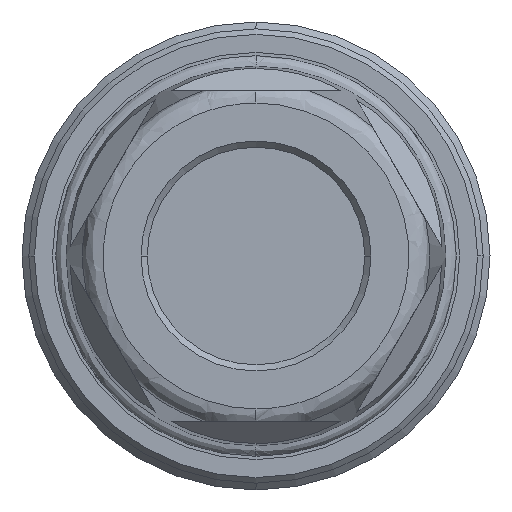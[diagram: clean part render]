
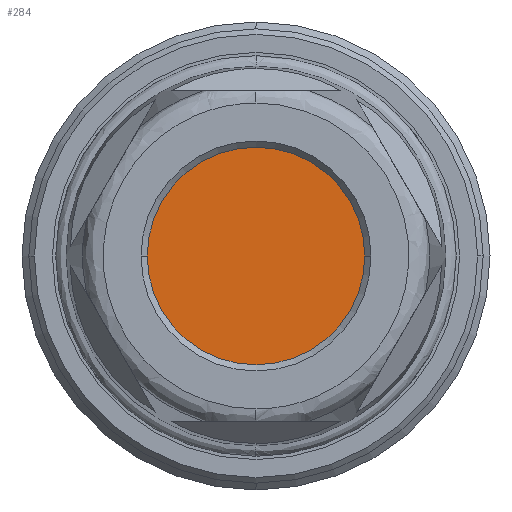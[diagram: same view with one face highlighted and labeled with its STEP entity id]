
A CAD part, left-side view. The second image highlights one B-rep face of the part: STEP entity #284.
In plain terms, the highlighted planar face has unit normal (-1, 0, 0).
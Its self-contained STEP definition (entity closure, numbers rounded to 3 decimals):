
#6 = VERTEX_POINT ( 'NONE', #754 ) ;
#46 = AXIS2_PLACEMENT_3D ( 'NONE', #2560, #2561, #2562 ) ;
#284 = ADVANCED_FACE ( 'NONE', ( #3096 ), #4291, .T. ) ;
#754 = CARTESIAN_POINT ( 'NONE',  ( 14.5, 0., -7.903 ) ) ;
#1274 = AXIS2_PLACEMENT_3D ( 'NONE', #3915, #3916, #3917 ) ;
#1333 = ORIENTED_EDGE ( 'NONE', *, *, #2388, .T. ) ;
#1334 = ORIENTED_EDGE ( 'NONE', *, *, #2223, .T. ) ;
#1576 = EDGE_LOOP ( 'NONE', ( #1334, #1333 ) ) ;
#1954 = CIRCLE ( 'NONE', #1274, 7.903 ) ;
#2041 = CIRCLE ( 'NONE', #46, 7.903 ) ;
#2223 = EDGE_CURVE ( 'NONE', #3779, #6, #2041, .T. ) ;
#2388 = EDGE_CURVE ( 'NONE', #6, #3779, #1954, .T. ) ;
#2560 = CARTESIAN_POINT ( 'NONE',  ( 14.5, 0., 0. ) ) ;
#2561 = DIRECTION ( 'NONE',  ( -1., 0., 0. ) ) ;
#2562 = DIRECTION ( 'NONE',  ( 0., 0., 1. ) ) ;
#3096 = FACE_OUTER_BOUND ( 'NONE', #1576, .T. ) ;
#3779 = VERTEX_POINT ( 'NONE', #5166 ) ;
#3915 = CARTESIAN_POINT ( 'NONE',  ( 14.5, 0., 0. ) ) ;
#3916 = DIRECTION ( 'NONE',  ( -1., 0., 0. ) ) ;
#3917 = DIRECTION ( 'NONE',  ( 0., 0., 1. ) ) ;
#4288 = DIRECTION ( 'NONE',  ( 0., 0., 1. ) ) ;
#4289 = DIRECTION ( 'NONE',  ( -1., 0., 0. ) ) ;
#4290 = CARTESIAN_POINT ( 'NONE',  ( 14.5, -40.297, 0. ) ) ;
#4291 = PLANE ( 'NONE',  #4677 ) ;
#4677 = AXIS2_PLACEMENT_3D ( 'NONE', #4290, #4289, #4288 ) ;
#5166 = CARTESIAN_POINT ( 'NONE',  ( 14.5, 0., 7.903 ) ) ;
